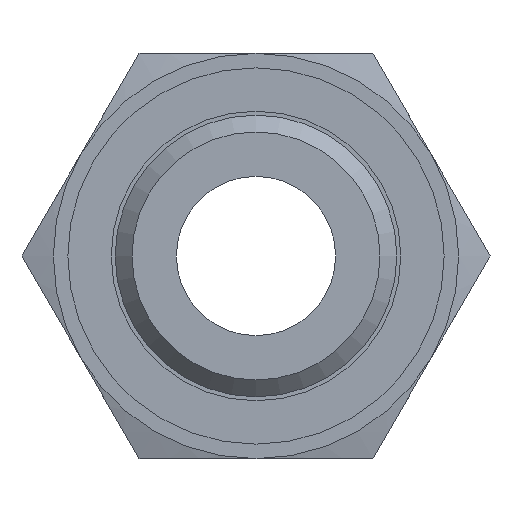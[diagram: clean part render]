
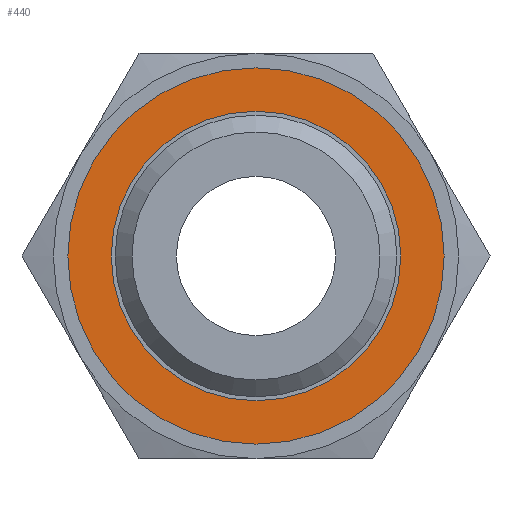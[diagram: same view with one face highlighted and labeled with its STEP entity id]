
A CAD part, front view. The second image highlights one B-rep face of the part: STEP entity #440.
In plain terms, the highlighted face is planar.
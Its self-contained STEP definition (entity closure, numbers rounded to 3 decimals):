
#61=PLANE('',#522);
#191=ORIENTED_EDGE('',*,*,#245,.F.);
#192=ORIENTED_EDGE('',*,*,#247,.T.);
#245=EDGE_CURVE('',#281,#281,#305,.T.);
#247=EDGE_CURVE('',#283,#283,#307,.T.);
#281=VERTEX_POINT('',#835);
#283=VERTEX_POINT('',#840);
#305=CIRCLE('',#517,5.);
#307=CIRCLE('',#520,6.5);
#349=EDGE_LOOP('',(#191));
#350=EDGE_LOOP('',(#192));
#393=FACE_BOUND('',#349,.T.);
#394=FACE_BOUND('',#350,.T.);
#440=ADVANCED_FACE('',(#393,#394),#61,.T.);
#517=AXIS2_PLACEMENT_3D('',#834,#632,#633);
#520=AXIS2_PLACEMENT_3D('',#839,#638,#639);
#522=AXIS2_PLACEMENT_3D('',#843,#642,#643);
#632=DIRECTION('',(0.,0.,1.));
#633=DIRECTION('',(1.,0.,0.));
#638=DIRECTION('',(0.,0.,1.));
#639=DIRECTION('',(1.,0.,0.));
#642=DIRECTION('',(0.,0.,1.));
#643=DIRECTION('',(1.,0.,0.));
#834=CARTESIAN_POINT('',(0.,0.,1.5));
#835=CARTESIAN_POINT('',(5.,0.,1.5));
#839=CARTESIAN_POINT('',(0.,0.,1.5));
#840=CARTESIAN_POINT('',(6.5,0.,1.5));
#843=CARTESIAN_POINT('',(0.,0.,1.5));
